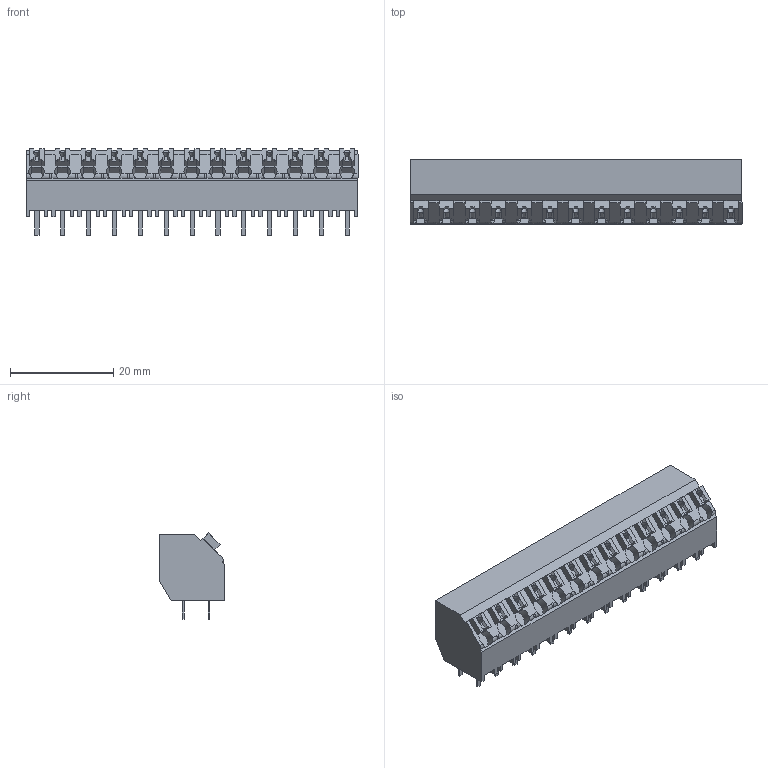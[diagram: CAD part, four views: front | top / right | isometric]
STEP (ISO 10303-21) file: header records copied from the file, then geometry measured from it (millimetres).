
FILE_DESCRIPTION(('CATIA V5 STEP Exchange','CAx-IF Rec.Pracs.--- Model Styling and Organization---1.2---2011-12-15'),'2;1');
FILE_NAME ('D1458389_0_1884470000_1884470000.stp','2018-03-20T12:43:10+00:00',('none'),('Weidmueller'),'CATIA Version 5-6 Release 2014','CATIA V5 STEP AP214','none');
FILE_SCHEMA(('AUTOMOTIVE_DESIGN { 1 0 10303 214 1 1 1 1 }'));
Length unit declared in the file: millimetre
Products named in the file (1): 1884470000
Bounding box: 64.2 x 12.7 x 16.66 mm (x, y, z)
Volume: 7401.7 mm3; surface area: 7088.8 mm2
Topology: 40 solids, 40 shells, 959 faces, 2721 edges, 1854 vertices
Faces by surface type: plane 870, cylinder 89
Entity records: 28225 total; most frequent: CARTESIAN_POINT 5484, ORIENTED_EDGE 5442, DIRECTION 3445, EDGE_CURVE 2721, VECTOR 2436, LINE 2436, VERTEX_POINT 1854, EDGE_LOOP 997
